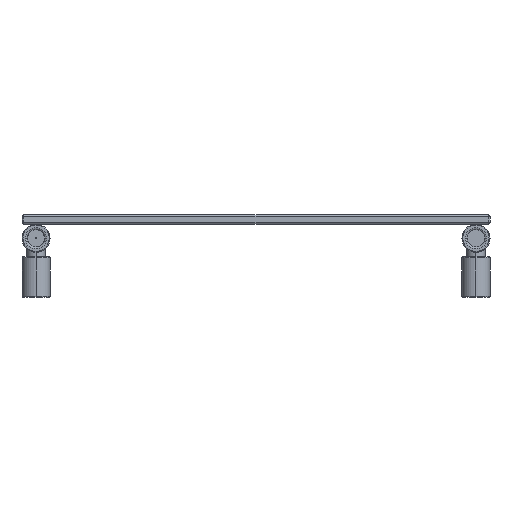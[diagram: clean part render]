
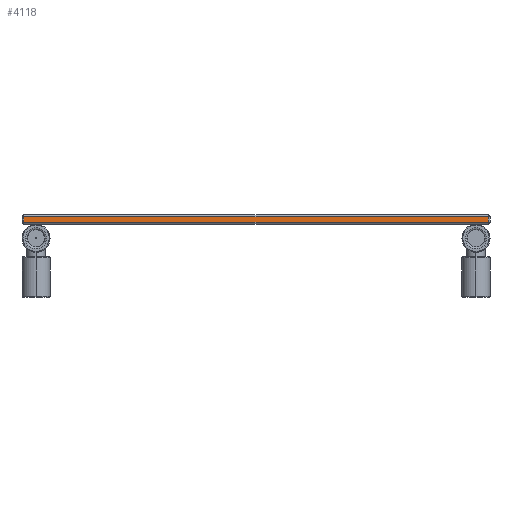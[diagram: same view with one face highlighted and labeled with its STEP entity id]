
A CAD part, front view. The second image highlights one B-rep face of the part: STEP entity #4118.
In plain terms, the highlighted planar face has unit normal (0, -1, 0).
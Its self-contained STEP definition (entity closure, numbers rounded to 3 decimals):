
#3572=DIRECTION('',(0.,0.,-1.));
#3573=VECTOR('',#3572,5.5);
#3574=CARTESIAN_POINT('',(248.,3.,-17.25));
#3575=LINE('',#3574,#3573);
#3579=DIRECTION('',(0.,0.,1.));
#3580=VECTOR('',#3579,5.5);
#3581=CARTESIAN_POINT('',(-248.,3.,-22.75));
#3582=LINE('',#3581,#3580);
#3586=DIRECTION('',(1.,0.,0.));
#3587=VECTOR('',#3586,496.);
#3588=CARTESIAN_POINT('',(-248.,3.,-17.25));
#3589=LINE('',#3588,#3587);
#3609=DIRECTION('',(1.,0.,0.));
#3610=VECTOR('',#3609,496.);
#3611=CARTESIAN_POINT('',(-248.,3.,-22.75));
#3612=LINE('',#3611,#3610);
#3654=CARTESIAN_POINT('',(248.,3.,-17.25));
#3655=VERTEX_POINT('',#3654);
#3658=CARTESIAN_POINT('',(248.,3.,-22.75));
#3659=VERTEX_POINT('',#3658);
#3669=CARTESIAN_POINT('',(-248.,3.,-22.75));
#3671=VERTEX_POINT('',#3669);
#3674=CARTESIAN_POINT('',(-248.,3.,-17.25));
#3675=VERTEX_POINT('',#3674);
#4106=CARTESIAN_POINT('',(-250.,3.,-17.25));
#4107=DIRECTION('',(0.,-1.,0.));
#4108=DIRECTION('',(0.,0.,-1.));
#4109=AXIS2_PLACEMENT_3D('',#4106,#4107,#4108);
#4110=PLANE('',#4109);
#4111=ORIENTED_EDGE('',*,*,#3878,.T.);
#4113=ORIENTED_EDGE('',*,*,#4112,.F.);
#4114=ORIENTED_EDGE('',*,*,#4038,.T.);
#4115=ORIENTED_EDGE('',*,*,#3837,.T.);
#4116=EDGE_LOOP('',(#4111,#4113,#4114,#4115));
#4117=FACE_OUTER_BOUND('',#4116,.F.);
#3837=EDGE_CURVE('',#3675,#3655,#3589,.T.);
#3878=EDGE_CURVE('',#3655,#3659,#3575,.T.);
#4038=EDGE_CURVE('',#3671,#3675,#3582,.T.);
#4112=EDGE_CURVE('',#3671,#3659,#3612,.T.);
#4118=ADVANCED_FACE('',(#4117),#4110,.T.);
